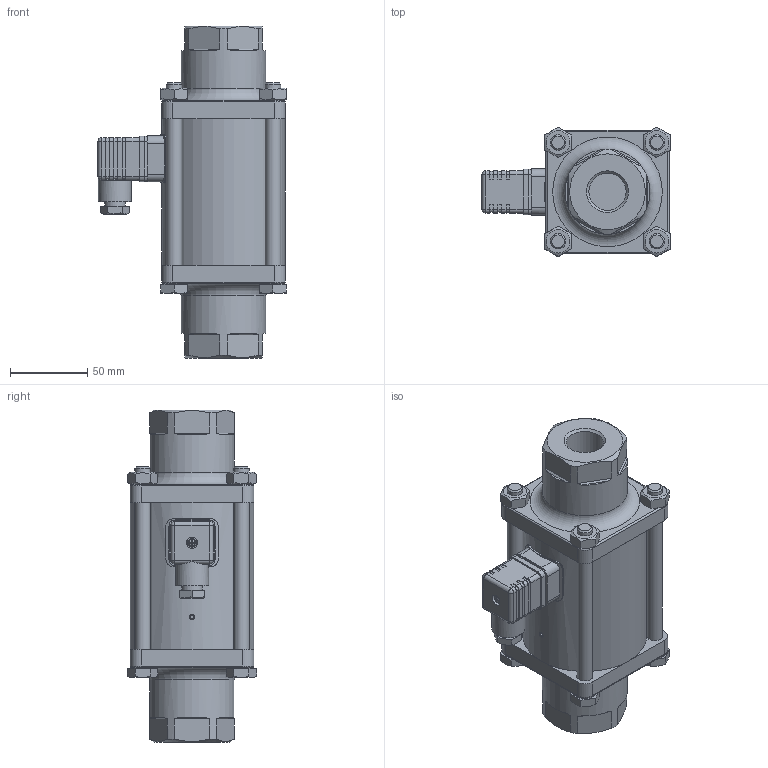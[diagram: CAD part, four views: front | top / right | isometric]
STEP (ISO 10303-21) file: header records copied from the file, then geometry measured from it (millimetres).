
FILE_DESCRIPTION(/* description */ (''),/* implementation_level */ '2;1');
FILE_NAME(/* name */ 'Typ 270 NO DN20 G34 VA.stp',/* time_stamp */ '2018-04-03T18:05:56+02:00',/* author */ ('keikmeier'),/* organization */ (''),/* preprocessor_version */ 'ST-DEVELOPER v15.2',/* originating_system */ 'Autodesk Inventor 2014',/* authorisation */ '');
FILE_SCHEMA (('CONFIG_CONTROL_DESIGN'));
Length unit declared in the file: centimetre
Products named in the file (1): BG-92701064
Bounding box: 121.8 x 83.63 x 215 mm (x, y, z)
Volume: 919947.6 mm3; surface area: 93001.9 mm2
Topology: 1 solids, 1 shells, 487 faces, 1258 edges, 805 vertices
Faces by surface type: plane 258, cylinder 92, bspline 57, cone 56, torus 19, sphere 5
Full cylindrical faces by diameter (mm): 2.5 x1, 4.134 x2, 7.2 x1, 10 x8, 10.5 x8, 11 x1, 13.3 x1, 15.6 x4, 21.5 x1, 24.117 x2, 55 x2, 80 x1
Entity records: 15346 total; most frequent: CARTESIAN_POINT 3954, ORIENTED_EDGE 2320, DIRECTION 2079, EDGE_CURVE 1160, VERTEX_POINT 770, AXIS2_PLACEMENT_3D 755, EDGE_LOOP 590, LINE 569
